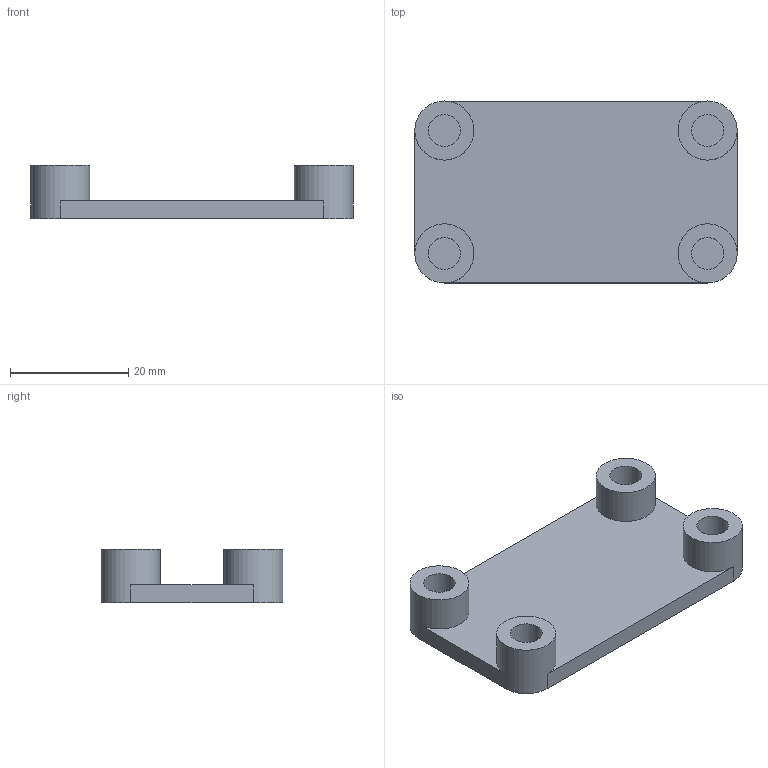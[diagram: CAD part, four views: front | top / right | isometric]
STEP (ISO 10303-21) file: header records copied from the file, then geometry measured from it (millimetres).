
FILE_DESCRIPTION(/* description */ (''),/* implementation_level */ '2;1');
FILE_NAME(/* name */ 'camera_relay_carrier v2.step',/* time_stamp */ '2020-09-24T11:23:19-07:00',/* author */ (''),/* organization */ (''),/* preprocessor_version */ 'ST-DEVELOPER v18.1',/* originating_system */ 'Autodesk Translation Framework v9.3.0.1241',/* authorisation */ '');
FILE_SCHEMA (('AUTOMOTIVE_DESIGN { 1 0 10303 214 3 1 1 }'));
Length unit declared in the file: millimetre
Products named in the file (1): camera_relay_carrier
Bounding box: 54.56 x 30.78 x 9 mm (x, y, z)
Volume: 6217.4 mm3; surface area: 5031.1 mm2
Topology: 1 solids, 1 shells, 22 faces, 46 edges, 30 vertices
Faces by surface type: plane 14, cylinder 8
Full cylindrical faces by diameter (mm): 5.4 x4, 10 x4
Entity records: 636 total; most frequent: DIRECTION 114, CARTESIAN_POINT 99, ORIENTED_EDGE 92, EDGE_CURVE 46, AXIS2_PLACEMENT_3D 45, VERTEX_POINT 30, EDGE_LOOP 26, LINE 24
